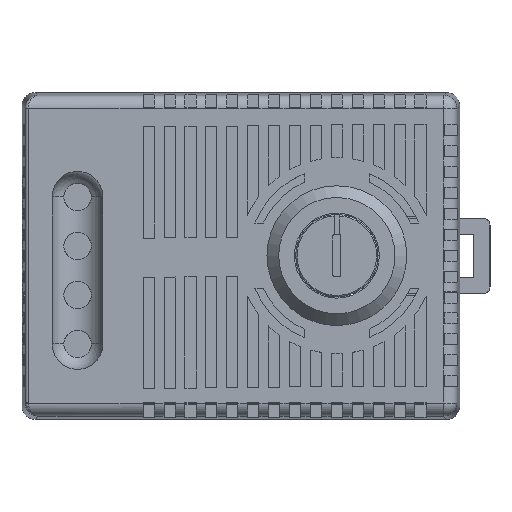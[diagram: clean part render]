
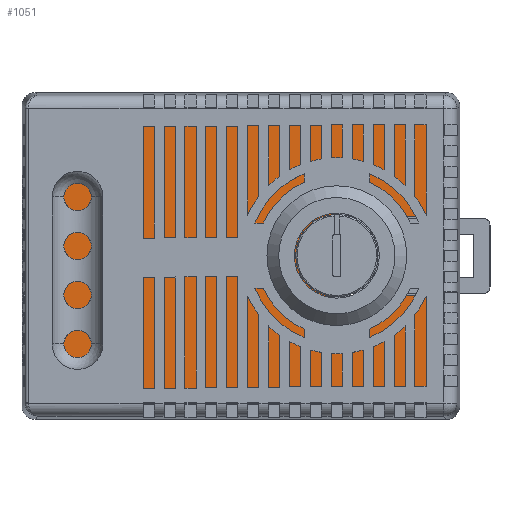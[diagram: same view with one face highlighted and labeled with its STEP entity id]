
A CAD part, top view. The second image highlights one B-rep face of the part: STEP entity #1051.
In plain terms, the highlighted planar face has unit normal (0, 0, 1).
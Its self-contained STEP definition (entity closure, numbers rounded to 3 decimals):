
#248=FACE_BOUND('',#3253,.T.);
#249=FACE_BOUND('',#3254,.T.);
#250=FACE_BOUND('',#3255,.T.);
#470=ELLIPSE('',#16998,1.,1.);
#471=ELLIPSE('',#16999,1.,1.);
#1051=ADVANCED_FACE('',(#248,#249,#250),#1678,.F.);
#1678=PLANE('',#17001);
#3253=EDGE_LOOP('',(#7308,#7309,#7310,#7311));
#3254=EDGE_LOOP('',(#7312,#7313,#7314,#7315,#7316,#7317,#7318,#7319,#7320,
#7321,#7322,#7323,#7324,#7325));
#3255=EDGE_LOOP('',(#7326,#7327,#7328,#7329));
#3690=CIRCLE('',#16997,1.);
#3691=CIRCLE('',#17000,1.);
#7308=ORIENTED_EDGE('',*,*,#11722,.T.);
#7309=ORIENTED_EDGE('',*,*,#11723,.T.);
#7310=ORIENTED_EDGE('',*,*,#11724,.F.);
#7311=ORIENTED_EDGE('',*,*,#11725,.F.);
#7312=ORIENTED_EDGE('',*,*,#11726,.F.);
#7313=ORIENTED_EDGE('',*,*,#11727,.F.);
#7314=ORIENTED_EDGE('',*,*,#11728,.T.);
#7315=ORIENTED_EDGE('',*,*,#11729,.F.);
#7316=ORIENTED_EDGE('',*,*,#11730,.T.);
#7317=ORIENTED_EDGE('',*,*,#11731,.T.);
#7318=ORIENTED_EDGE('',*,*,#11732,.T.);
#7319=ORIENTED_EDGE('',*,*,#11663,.F.);
#7320=ORIENTED_EDGE('',*,*,#11733,.F.);
#7321=ORIENTED_EDGE('',*,*,#11734,.F.);
#7322=ORIENTED_EDGE('',*,*,#11735,.F.);
#7323=ORIENTED_EDGE('',*,*,#11736,.T.);
#7324=ORIENTED_EDGE('',*,*,#11737,.F.);
#7325=ORIENTED_EDGE('',*,*,#11738,.T.);
#7326=ORIENTED_EDGE('',*,*,#11739,.F.);
#7327=ORIENTED_EDGE('',*,*,#11740,.T.);
#7328=ORIENTED_EDGE('',*,*,#11741,.T.);
#7329=ORIENTED_EDGE('',*,*,#11742,.F.);
#9541=VERTEX_POINT('',#25867);
#9542=VERTEX_POINT('',#25868);
#9597=VERTEX_POINT('',#25986);
#9598=VERTEX_POINT('',#25987);
#9599=VERTEX_POINT('',#25989);
#9600=VERTEX_POINT('',#25991);
#9601=VERTEX_POINT('',#25994);
#9602=VERTEX_POINT('',#25995);
#9603=VERTEX_POINT('',#25997);
#9604=VERTEX_POINT('',#25999);
#9605=VERTEX_POINT('',#26001);
#9606=VERTEX_POINT('',#26003);
#9607=VERTEX_POINT('',#26005);
#9608=VERTEX_POINT('',#26008);
#9609=VERTEX_POINT('',#26010);
#9610=VERTEX_POINT('',#26012);
#9611=VERTEX_POINT('',#26014);
#9612=VERTEX_POINT('',#26016);
#9613=VERTEX_POINT('',#26019);
#9614=VERTEX_POINT('',#26020);
#9615=VERTEX_POINT('',#26022);
#9616=VERTEX_POINT('',#26024);
#11663=EDGE_CURVE('',#9541,#9542,#13723,.T.);
#11722=EDGE_CURVE('',#9597,#9598,#13774,.T.);
#11723=EDGE_CURVE('',#9598,#9599,#13775,.T.);
#11724=EDGE_CURVE('',#9600,#9599,#13776,.T.);
#11725=EDGE_CURVE('',#9597,#9600,#13777,.T.);
#11726=EDGE_CURVE('',#9601,#9602,#13778,.T.);
#11727=EDGE_CURVE('',#9603,#9601,#3690,.T.);
#11728=EDGE_CURVE('',#9603,#9604,#13779,.T.);
#11729=EDGE_CURVE('',#9605,#9604,#470,.T.);
#11730=EDGE_CURVE('',#9605,#9606,#13780,.T.);
#11731=EDGE_CURVE('',#9606,#9607,#13781,.T.);
#11732=EDGE_CURVE('',#9607,#9542,#13782,.T.);
#11733=EDGE_CURVE('',#9608,#9541,#13783,.T.);
#11734=EDGE_CURVE('',#9609,#9608,#13784,.T.);
#11735=EDGE_CURVE('',#9610,#9609,#13785,.T.);
#11736=EDGE_CURVE('',#9610,#9611,#471,.T.);
#11737=EDGE_CURVE('',#9612,#9611,#13786,.T.);
#11738=EDGE_CURVE('',#9612,#9602,#3691,.T.);
#11739=EDGE_CURVE('',#9613,#9614,#13787,.T.);
#11740=EDGE_CURVE('',#9613,#9615,#13788,.T.);
#11741=EDGE_CURVE('',#9615,#9616,#13789,.T.);
#11742=EDGE_CURVE('',#9614,#9616,#13790,.T.);
#13723=LINE('',#25866,#15709);
#13774=LINE('',#25985,#15760);
#13775=LINE('',#25988,#15761);
#13776=LINE('',#25990,#15762);
#13777=LINE('',#25992,#15763);
#13778=LINE('',#25993,#15764);
#13779=LINE('',#25998,#15765);
#13780=LINE('',#26002,#15766);
#13781=LINE('',#26004,#15767);
#13782=LINE('',#26006,#15768);
#13783=LINE('',#26007,#15769);
#13784=LINE('',#26009,#15770);
#13785=LINE('',#26011,#15771);
#13786=LINE('',#26015,#15772);
#13787=LINE('',#26018,#15773);
#13788=LINE('',#26021,#15774);
#13789=LINE('',#26023,#15775);
#13790=LINE('',#26025,#15776);
#15709=VECTOR('',#20343,1.);
#15760=VECTOR('',#20418,1.);
#15761=VECTOR('',#20419,1.);
#15762=VECTOR('',#20420,1.);
#15763=VECTOR('',#20421,1.);
#15764=VECTOR('',#20422,1.);
#15765=VECTOR('',#20425,1.);
#15766=VECTOR('',#20428,1.);
#15767=VECTOR('',#20429,1.);
#15768=VECTOR('',#20430,1.);
#15769=VECTOR('',#20431,1.);
#15770=VECTOR('',#20432,1.);
#15771=VECTOR('',#20433,1.);
#15772=VECTOR('',#20436,1.);
#15773=VECTOR('',#20439,1.);
#15774=VECTOR('',#20440,1.);
#15775=VECTOR('',#20441,1.);
#15776=VECTOR('',#20442,1.);
#16997=AXIS2_PLACEMENT_3D('',#25996,#20423,#20424);
#16998=AXIS2_PLACEMENT_3D('',#26000,#20426,#20427);
#16999=AXIS2_PLACEMENT_3D('',#26013,#20434,#20435);
#17000=AXIS2_PLACEMENT_3D('',#26017,#20437,#20438);
#17001=AXIS2_PLACEMENT_3D('',#26026,#20443,#20444);
#20343=DIRECTION('',(0.,1.,0.));
#20418=DIRECTION('',(0.,-1.,0.));
#20419=DIRECTION('',(-1.,-0.02,0.));
#20420=DIRECTION('',(0.,-1.,0.));
#20421=DIRECTION('',(-1.,0.02,0.));
#20422=DIRECTION('',(0.,-1.,0.));
#20423=DIRECTION('',(0.,0.,1.));
#20424=DIRECTION('',(1.,0.,0.));
#20425=DIRECTION('',(1.,0.,0.));
#20426=DIRECTION('',(0.,0.,1.));
#20427=DIRECTION('',(1.,0.,0.));
#20428=DIRECTION('',(1.,0.,0.));
#20429=DIRECTION('',(0.,1.,0.));
#20430=DIRECTION('',(-1.,0.,0.));
#20431=DIRECTION('',(-1.,0.,0.));
#20432=DIRECTION('',(0.,-1.,0.));
#20433=DIRECTION('',(1.,0.,0.));
#20434=DIRECTION('',(0.,0.,-1.));
#20435=DIRECTION('',(1.,0.,0.));
#20436=DIRECTION('',(1.,0.,0.));
#20437=DIRECTION('',(0.,0.,-1.));
#20438=DIRECTION('',(1.,0.,0.));
#20439=DIRECTION('',(0.,1.,0.));
#20440=DIRECTION('',(-1.,-0.02,0.));
#20441=DIRECTION('',(0.,1.,0.));
#20442=DIRECTION('',(-1.,0.02,0.));
#20443=DIRECTION('',(0.,0.,-1.));
#20444=DIRECTION('',(-1.,0.,0.));
#25866=CARTESIAN_POINT('',(3.4,91.231,-2.));
#25867=CARTESIAN_POINT('',(3.4,49.031,-2.));
#25868=CARTESIAN_POINT('',(3.4,91.231,-2.));
#25985=CARTESIAN_POINT('',(14.414,49.031,-2.));
#25986=CARTESIAN_POINT('',(14.414,87.662,-2.));
#25987=CARTESIAN_POINT('',(14.414,77.73,-2.));
#25988=CARTESIAN_POINT('',(2.841,77.502,-2.));
#25989=CARTESIAN_POINT('',(12.801,77.698,-2.));
#25990=CARTESIAN_POINT('',(12.801,49.031,-2.));
#25991=CARTESIAN_POINT('',(12.801,87.694,-2.));
#25992=CARTESIAN_POINT('',(4.163,87.864,-2.));
#25993=CARTESIAN_POINT('',(47.283,49.031,-2.));
#25994=CARTESIAN_POINT('',(47.283,76.131,-2.));
#25995=CARTESIAN_POINT('',(47.283,64.131,-2.));
#25996=CARTESIAN_POINT('',(48.283,76.131,-2.));
#25997=CARTESIAN_POINT('',(48.283,77.131,-2.));
#25998=CARTESIAN_POINT('',(1.694,77.131,-2.));
#25999=CARTESIAN_POINT('',(49.085,77.131,-2.));
#26000=CARTESIAN_POINT('',(49.085,76.131,-2.));
#26001=CARTESIAN_POINT('',(50.085,76.131,-2.));
#26002=CARTESIAN_POINT('',(1.694,76.131,-2.));
#26003=CARTESIAN_POINT('',(63.6,76.131,-2.));
#26004=CARTESIAN_POINT('',(63.6,49.031,-2.));
#26005=CARTESIAN_POINT('',(63.6,91.231,-2.));
#26006=CARTESIAN_POINT('',(29.,91.231,-2.));
#26007=CARTESIAN_POINT('',(29.,49.031,-2.));
#26008=CARTESIAN_POINT('',(63.6,49.031,-2.));
#26009=CARTESIAN_POINT('',(63.6,91.231,-2.));
#26010=CARTESIAN_POINT('',(63.6,64.131,-2.));
#26011=CARTESIAN_POINT('',(1.694,64.131,-2.));
#26012=CARTESIAN_POINT('',(50.085,64.131,-2.));
#26013=CARTESIAN_POINT('',(49.085,64.131,-2.));
#26014=CARTESIAN_POINT('',(49.085,63.131,-2.));
#26015=CARTESIAN_POINT('',(1.694,63.131,-2.));
#26016=CARTESIAN_POINT('',(48.283,63.131,-2.));
#26017=CARTESIAN_POINT('',(48.283,64.131,-2.));
#26018=CARTESIAN_POINT('',(14.414,91.231,-2.));
#26019=CARTESIAN_POINT('',(14.414,52.601,-2.));
#26020=CARTESIAN_POINT('',(14.414,62.533,-2.));
#26021=CARTESIAN_POINT('',(4.163,52.399,-2.));
#26022=CARTESIAN_POINT('',(12.801,52.569,-2.));
#26023=CARTESIAN_POINT('',(12.801,91.231,-2.));
#26024=CARTESIAN_POINT('',(12.801,62.565,-2.));
#26025=CARTESIAN_POINT('',(2.841,62.761,-2.));
#26026=CARTESIAN_POINT('',(3.4,49.031,-2.));
